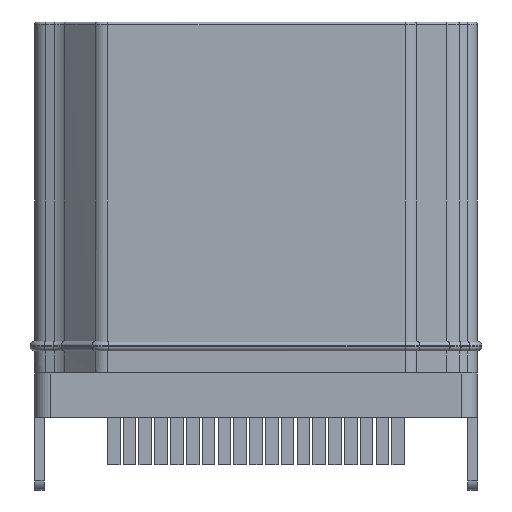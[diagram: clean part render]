
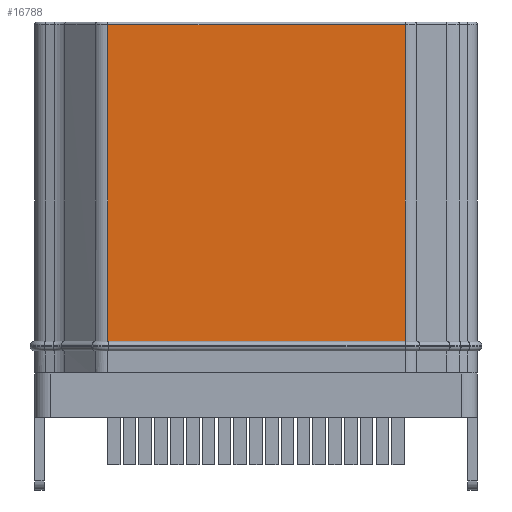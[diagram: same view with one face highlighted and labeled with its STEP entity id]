
A CAD part, front view. The second image highlights one B-rep face of the part: STEP entity #16788.
In plain terms, the highlighted planar face has unit normal (0, -1, 0).
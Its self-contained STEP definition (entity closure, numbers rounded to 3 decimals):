
#14321 = VERTEX_POINT('',#14322);
#14322 = CARTESIAN_POINT('',(-4.683,-2.975,1.2));
#14329 = EDGE_CURVE('',#14330,#14321,#14332,.T.);
#14330 = VERTEX_POINT('',#14331);
#14331 = CARTESIAN_POINT('',(4.72,-2.975,1.2));
#14332 = LINE('',#14333,#14334);
#14333 = CARTESIAN_POINT('',(-2.344,-2.975,1.2));
#14334 = VECTOR('',#14335,1.);
#14335 = DIRECTION('',(-1.,0.,0.));
#16768 = VERTEX_POINT('',#16769);
#16769 = CARTESIAN_POINT('',(4.72,-2.975,11.22));
#16776 = EDGE_CURVE('',#16768,#14330,#16777,.T.);
#16777 = LINE('',#16778,#16779);
#16778 = CARTESIAN_POINT('',(4.72,-2.975,11.3));
#16779 = VECTOR('',#16780,1.);
#16780 = DIRECTION('',(0.,0.,-1.));
#16788 = ADVANCED_FACE('',(#16789),#16807,.T.);
#16789 = FACE_BOUND('',#16790,.T.);
#16790 = EDGE_LOOP('',(#16791,#16799,#16805,#16806));
#16791 = ORIENTED_EDGE('',*,*,#16792,.T.);
#16792 = EDGE_CURVE('',#16768,#16793,#16795,.T.);
#16793 = VERTEX_POINT('',#16794);
#16794 = CARTESIAN_POINT('',(-4.683,-2.975,11.22));
#16795 = LINE('',#16796,#16797);
#16796 = CARTESIAN_POINT('',(4.72,-2.975,11.22));
#16797 = VECTOR('',#16798,1.);
#16798 = DIRECTION('',(-1.,-0.,-0.));
#16799 = ORIENTED_EDGE('',*,*,#16800,.T.);
#16800 = EDGE_CURVE('',#16793,#14321,#16801,.T.);
#16801 = LINE('',#16802,#16803);
#16802 = CARTESIAN_POINT('',(-4.683,-2.975,11.3));
#16803 = VECTOR('',#16804,1.);
#16804 = DIRECTION('',(0.,0.,-1.));
#16805 = ORIENTED_EDGE('',*,*,#14329,.F.);
#16806 = ORIENTED_EDGE('',*,*,#16776,.F.);
#16807 = PLANE('',#16808);
#16808 = AXIS2_PLACEMENT_3D('',#16809,#16810,#16811);
#16809 = CARTESIAN_POINT('',(-4.683,-2.975,11.3));
#16810 = DIRECTION('',(0.,-1.,0.));
#16811 = DIRECTION('',(1.,0.,0.));
